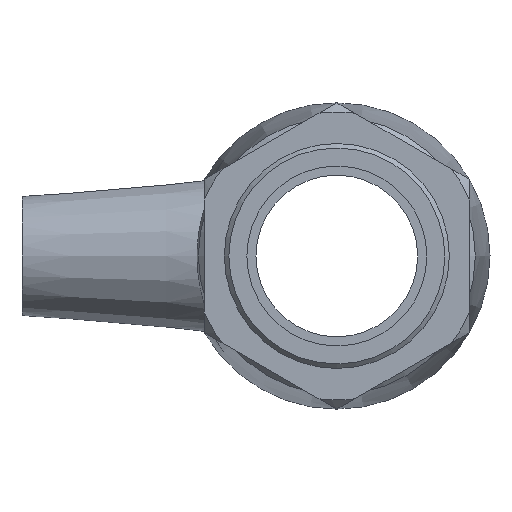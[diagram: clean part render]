
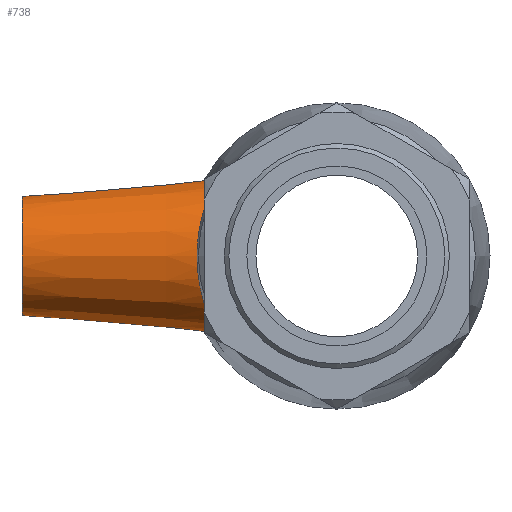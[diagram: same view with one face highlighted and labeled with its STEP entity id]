
A CAD part, left-side view. The second image highlights one B-rep face of the part: STEP entity #738.
In plain terms, the highlighted conical face has half-angle 5 degrees and reference radius 7 mm.
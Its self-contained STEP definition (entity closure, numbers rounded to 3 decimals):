
#28=B_SPLINE_CURVE_WITH_KNOTS('',3,(#1283,#1284,#1285,#1286,#1287,#1288,
#1289,#1290,#1291,#1292,#1293,#1294,#1295,#1296,#1297,#1298,#1299,#1300,
#1301,#1302,#1303,#1304,#1305,#1306,#1307,#1308,#1309,#1310,#1311,#1312,
#1313,#1314,#1315,#1316),.UNSPECIFIED.,.T.,.F.,(4,2,2,2,2,2,2,2,2,2,2,2,
2,2,2,2,4),(0.,0.331,0.662,0.995,1.327,
1.66,1.992,2.323,2.654,3.013,
3.371,3.717,4.064,4.41,4.757,
5.115,5.473),.UNSPECIFIED.);
#55=FACE_BOUND('',#256,.T.);
#101=CIRCLE('',#830,7.);
#128=CONICAL_SURFACE('',#834,7.,5.);
#175=FACE_OUTER_BOUND('',#255,.T.);
#255=EDGE_LOOP('',(#653));
#256=EDGE_LOOP('',(#654));
#380=VERTEX_POINT('',#1282);
#397=VERTEX_POINT('',#1368);
#469=EDGE_CURVE('',#380,#380,#28,.T.);
#486=EDGE_CURVE('',#397,#397,#101,.T.);
#653=ORIENTED_EDGE('',*,*,#486,.T.);
#654=ORIENTED_EDGE('',*,*,#469,.F.);
#738=ADVANCED_FACE('',(#175,#55),#128,.T.);
#830=AXIS2_PLACEMENT_3D('',#1369,#1027,#1028);
#834=AXIS2_PLACEMENT_3D('',#1374,#1035,#1036);
#1027=DIRECTION('center_axis',(0.,-1.,0.));
#1028=DIRECTION('ref_axis',(1.,0.,0.));
#1035=DIRECTION('center_axis',(0.,-1.,0.));
#1036=DIRECTION('ref_axis',(1.,0.,0.));
#1282=CARTESIAN_POINT('',(-29.056,14.426,8.968));
#1283=CARTESIAN_POINT('Ctrl Pts',(-29.056,14.426,8.968));
#1284=CARTESIAN_POINT('Ctrl Pts',(-30.157,14.365,8.93));
#1285=CARTESIAN_POINT('Ctrl Pts',(-31.311,14.449,8.661));
#1286=CARTESIAN_POINT('Ctrl Pts',(-33.396,14.832,7.693));
#1287=CARTESIAN_POINT('Ctrl Pts',(-34.33,15.12,6.994));
#1288=CARTESIAN_POINT('Ctrl Pts',(-35.797,15.65,5.425));
#1289=CARTESIAN_POINT('Ctrl Pts',(-36.435,15.93,4.441));
#1290=CARTESIAN_POINT('Ctrl Pts',(-37.287,16.322,2.283));
#1291=CARTESIAN_POINT('Ctrl Pts',(-37.5,16.431,1.108));
#1292=CARTESIAN_POINT('Ctrl Pts',(-37.5,16.431,-1.108));
#1293=CARTESIAN_POINT('Ctrl Pts',(-37.287,16.322,-2.283));
#1294=CARTESIAN_POINT('Ctrl Pts',(-36.435,15.93,-4.441));
#1295=CARTESIAN_POINT('Ctrl Pts',(-35.797,15.65,-5.425));
#1296=CARTESIAN_POINT('Ctrl Pts',(-34.33,15.12,-6.994));
#1297=CARTESIAN_POINT('Ctrl Pts',(-33.396,14.832,-7.693));
#1298=CARTESIAN_POINT('Ctrl Pts',(-31.311,14.449,-8.661));
#1299=CARTESIAN_POINT('Ctrl Pts',(-30.157,14.365,-8.93));
#1300=CARTESIAN_POINT('Ctrl Pts',(-27.865,14.493,-9.009));
#1301=CARTESIAN_POINT('Ctrl Pts',(-26.628,14.734,-8.789));
#1302=CARTESIAN_POINT('Ctrl Pts',(-24.389,15.411,-7.867));
#1303=CARTESIAN_POINT('Ctrl Pts',(-23.383,15.837,-7.167));
#1304=CARTESIAN_POINT('Ctrl Pts',(-21.82,16.571,-5.575));
#1305=CARTESIAN_POINT('Ctrl Pts',(-21.143,16.936,-4.581));
#1306=CARTESIAN_POINT('Ctrl Pts',(-20.233,17.444,-2.371));
#1307=CARTESIAN_POINT('Ctrl Pts',(-20.001,17.583,-1.155));
#1308=CARTESIAN_POINT('Ctrl Pts',(-20.001,17.583,1.155));
#1309=CARTESIAN_POINT('Ctrl Pts',(-20.233,17.444,2.371));
#1310=CARTESIAN_POINT('Ctrl Pts',(-21.143,16.936,4.581));
#1311=CARTESIAN_POINT('Ctrl Pts',(-21.82,16.571,5.575));
#1312=CARTESIAN_POINT('Ctrl Pts',(-23.383,15.837,7.167));
#1313=CARTESIAN_POINT('Ctrl Pts',(-24.389,15.411,7.867));
#1314=CARTESIAN_POINT('Ctrl Pts',(-26.628,14.734,8.789));
#1315=CARTESIAN_POINT('Ctrl Pts',(-27.865,14.493,9.009));
#1316=CARTESIAN_POINT('Ctrl Pts',(-29.056,14.426,8.968));
#1368=CARTESIAN_POINT('',(-35.7,37.,0.));
#1369=CARTESIAN_POINT('Origin',(-28.7,37.,0.));
#1374=CARTESIAN_POINT('Origin',(-28.7,37.,0.));
